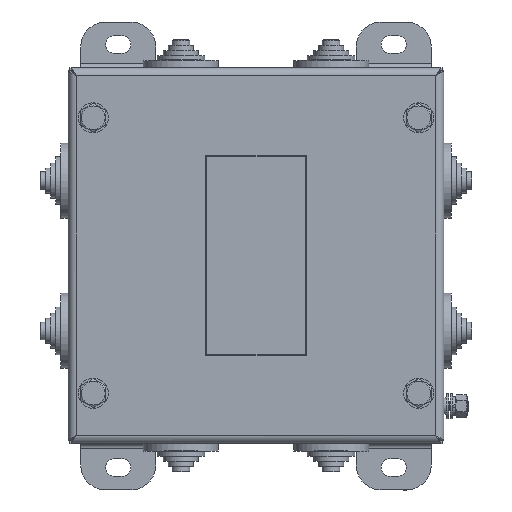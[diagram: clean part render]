
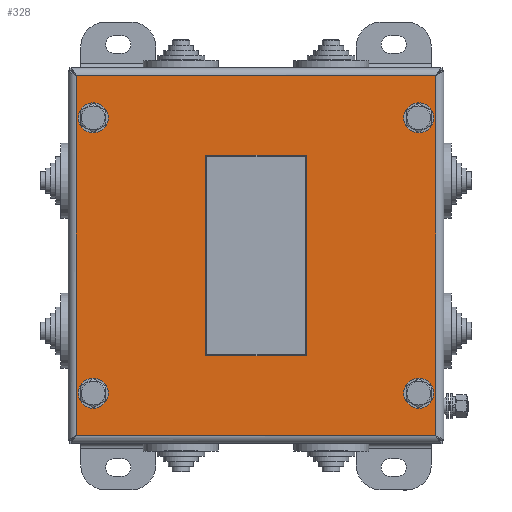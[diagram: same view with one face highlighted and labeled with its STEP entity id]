
A CAD part, top view. The second image highlights one B-rep face of the part: STEP entity #328.
In plain terms, the highlighted planar face has unit normal (0, 0, 1).
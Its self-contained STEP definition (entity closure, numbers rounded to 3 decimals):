
#328=ADVANCED_FACE('',(#11854,#11856,#11858,#11860,#11862,#11864),#11866,.T.);
#11854=FACE_BOUND('',#11855,.T.);
#11855=EDGE_LOOP('',(#31347,#31348,#31349,#31350));
#11856=FACE_BOUND('',#11857,.T.);
#11857=EDGE_LOOP('',(#31351));
#11858=FACE_BOUND('',#11859,.T.);
#11859=EDGE_LOOP('',(#31352));
#11860=FACE_BOUND('',#11861,.T.);
#11861=EDGE_LOOP('',(#31353));
#11862=FACE_BOUND('',#11863,.T.);
#11863=EDGE_LOOP('',(#31354));
#11864=FACE_BOUND('',#11865,.T.);
#11865=EDGE_LOOP('',(#31355,#31356,#31357,#31358));
#11866=PLANE('',#11867);
#11867=AXIS2_PLACEMENT_3D('',#11868,#11869,#11870);
#11868=CARTESIAN_POINT('',(0.,0.,104.2));
#11869=DIRECTION('',(0.,0.,1.));
#11870=DIRECTION('',(1.,0.,0.));
#31347=ORIENTED_EDGE('',*,*,#45837,.T.);
#31348=ORIENTED_EDGE('',*,*,#45838,.T.);
#31349=ORIENTED_EDGE('',*,*,#45839,.T.);
#31350=ORIENTED_EDGE('',*,*,#45840,.T.);
#31351=ORIENTED_EDGE('',*,*,#45820,.T.);
#31352=ORIENTED_EDGE('',*,*,#45818,.T.);
#31353=ORIENTED_EDGE('',*,*,#45816,.T.);
#31354=ORIENTED_EDGE('',*,*,#45814,.T.);
#31355=ORIENTED_EDGE('',*,*,#45841,.T.);
#31356=ORIENTED_EDGE('',*,*,#45842,.T.);
#31357=ORIENTED_EDGE('',*,*,#45843,.T.);
#31358=ORIENTED_EDGE('',*,*,#45844,.T.);
#45814=EDGE_CURVE('',#54235,#54235,#54236,.F.);
#45816=EDGE_CURVE('',#54239,#54239,#54240,.F.);
#45818=EDGE_CURVE('',#54243,#54243,#54244,.F.);
#45820=EDGE_CURVE('',#54247,#54247,#54248,.F.);
#45837=EDGE_CURVE('',#54281,#54282,#54283,.T.);
#45838=EDGE_CURVE('',#54282,#54284,#54285,.T.);
#45839=EDGE_CURVE('',#54284,#54286,#54287,.T.);
#45840=EDGE_CURVE('',#54286,#54281,#54288,.T.);
#45841=EDGE_CURVE('',#54289,#54290,#54291,.F.);
#45842=EDGE_CURVE('',#54290,#54292,#54293,.F.);
#45843=EDGE_CURVE('',#54292,#54294,#54295,.F.);
#45844=EDGE_CURVE('',#54294,#54289,#54296,.F.);
#54235=VERTEX_POINT('',#61634);
#54236=CIRCLE('',#61635,6.);
#54239=VERTEX_POINT('',#61644);
#54240=CIRCLE('',#61645,6.);
#54243=VERTEX_POINT('',#61654);
#54244=CIRCLE('',#61655,6.);
#54247=VERTEX_POINT('',#61664);
#54248=CIRCLE('',#61665,6.);
#54281=VERTEX_POINT('',#61749);
#54282=VERTEX_POINT('',#61750);
#54283=LINE('',#61751,#61752);
#54284=VERTEX_POINT('',#61754);
#54285=LINE('',#61755,#61756);
#54286=VERTEX_POINT('',#61758);
#54287=LINE('',#61759,#61760);
#54288=LINE('',#61762,#61763);
#54289=VERTEX_POINT('',#61765);
#54290=VERTEX_POINT('',#61766);
#54291=LINE('',#61767,#61768);
#54292=VERTEX_POINT('',#61770);
#54293=LINE('',#61771,#61772);
#54294=VERTEX_POINT('',#61774);
#54295=LINE('',#61775,#61776);
#54296=LINE('',#61778,#61779);
#61634=CARTESIAN_POINT('',(-59.,-55.,104.2));
#61635=AXIS2_PLACEMENT_3D('',#61636,#61637,#61638);
#61636=CARTESIAN_POINT('',(-65.,-55.,104.2));
#61637=DIRECTION('',(0.,0.,1.));
#61638=DIRECTION('',(1.,0.,0.));
#61644=CARTESIAN_POINT('',(71.,-55.,104.2));
#61645=AXIS2_PLACEMENT_3D('',#61646,#61647,#61648);
#61646=CARTESIAN_POINT('',(65.,-55.,104.2));
#61647=DIRECTION('',(0.,0.,1.));
#61648=DIRECTION('',(1.,0.,0.));
#61654=CARTESIAN_POINT('',(-59.,55.,104.2));
#61655=AXIS2_PLACEMENT_3D('',#61656,#61657,#61658);
#61656=CARTESIAN_POINT('',(-65.,55.,104.2));
#61657=DIRECTION('',(0.,0.,1.));
#61658=DIRECTION('',(1.,0.,0.));
#61664=CARTESIAN_POINT('',(71.,55.,104.2));
#61665=AXIS2_PLACEMENT_3D('',#61666,#61667,#61668);
#61666=CARTESIAN_POINT('',(65.,55.,104.2));
#61667=DIRECTION('',(0.,0.,1.));
#61668=DIRECTION('',(1.,0.,0.));
#61749=CARTESIAN_POINT('',(71.8,-71.8,104.2));
#61750=CARTESIAN_POINT('',(71.8,71.8,104.2));
#61751=CARTESIAN_POINT('',(71.8,-71.8,104.2));
#61752=VECTOR('',#61753,1.);
#61753=DIRECTION('',(0.,1.,0.));
#61754=CARTESIAN_POINT('',(-71.8,71.8,104.2));
#61755=CARTESIAN_POINT('',(71.8,71.8,104.2));
#61756=VECTOR('',#61757,1.);
#61757=DIRECTION('',(-1.,0.,0.));
#61758=CARTESIAN_POINT('',(-71.8,-71.8,104.2));
#61759=CARTESIAN_POINT('',(-71.8,71.8,104.2));
#61760=VECTOR('',#61761,1.);
#61761=DIRECTION('',(0.,-1.,0.));
#61762=CARTESIAN_POINT('',(-71.8,-71.8,104.2));
#61763=VECTOR('',#61764,1.);
#61764=DIRECTION('',(1.,0.,0.));
#61765=CARTESIAN_POINT('',(-20.,-40.,104.2));
#61766=CARTESIAN_POINT('',(-20.,40.,104.2));
#61767=CARTESIAN_POINT('',(-20.,40.,104.2));
#61768=VECTOR('',#61769,1.);
#61769=DIRECTION('',(0.,-1.,0.));
#61770=CARTESIAN_POINT('',(20.,40.,104.2));
#61771=CARTESIAN_POINT('',(20.,40.,104.2));
#61772=VECTOR('',#61773,1.);
#61773=DIRECTION('',(-1.,0.,0.));
#61774=CARTESIAN_POINT('',(20.,-40.,104.2));
#61775=CARTESIAN_POINT('',(20.,-40.,104.2));
#61776=VECTOR('',#61777,1.);
#61777=DIRECTION('',(0.,1.,0.));
#61778=CARTESIAN_POINT('',(-20.,-40.,104.2));
#61779=VECTOR('',#61780,1.);
#61780=DIRECTION('',(1.,0.,0.));
